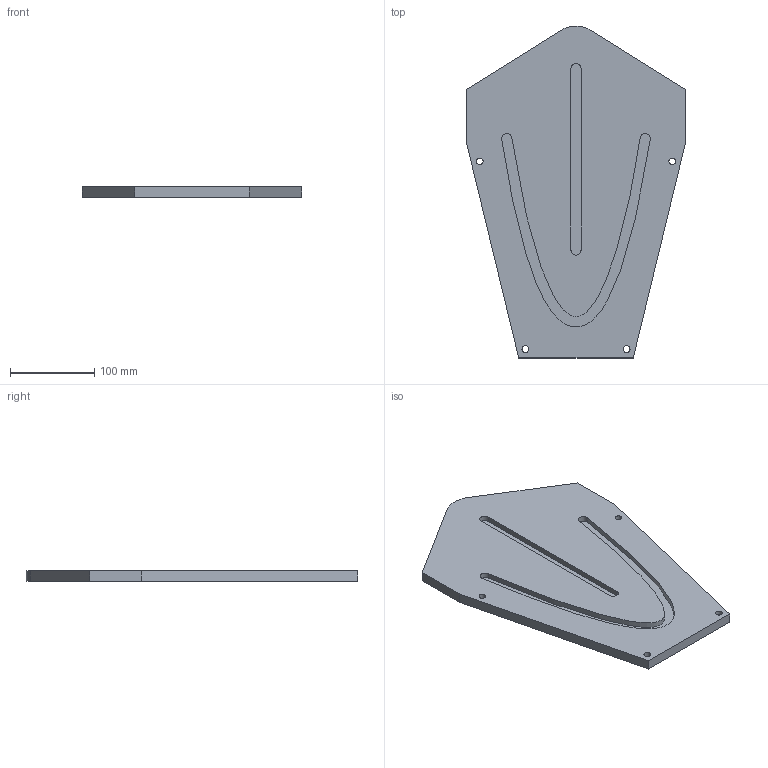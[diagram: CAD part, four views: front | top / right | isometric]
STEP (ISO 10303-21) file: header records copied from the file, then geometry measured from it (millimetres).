
FILE_DESCRIPTION(/* description */ (''),/* implementation_level */ '2;1');
FILE_NAME(/* name */ 'Platine acier avec trous.step',/* time_stamp */ '2024-07-29T18:28:12+02:00',/* author */ (''),/* organization */ (''),/* preprocessor_version */ 'ST-DEVELOPER v20',/* originating_system */ 'Autodesk Translation Framework v13.14.0.145',/* authorisation */ '');
FILE_SCHEMA (('AUTOMOTIVE_DESIGN { 1 0 10303 214 3 1 1 }'));
Length unit declared in the file: millimetre
Products named in the file (1): Platine acier
Bounding box: 260 x 393.04 x 12 mm (x, y, z)
Volume: 870089.5 mm3; surface area: 177850.4 mm2
Topology: 1 solids, 1 shells, 24 faces, 60 edges, 40 vertices
Faces by surface type: plane 13, cylinder 9, bspline 2
Full cylindrical faces by diameter (mm): 8 x4
Entity records: 1018 total; most frequent: CARTESIAN_POINT 379, ORIENTED_EDGE 120, DIRECTION 120, EDGE_CURVE 60, AXIS2_PLACEMENT_3D 41, VERTEX_POINT 40, LINE 38, VECTOR 38
